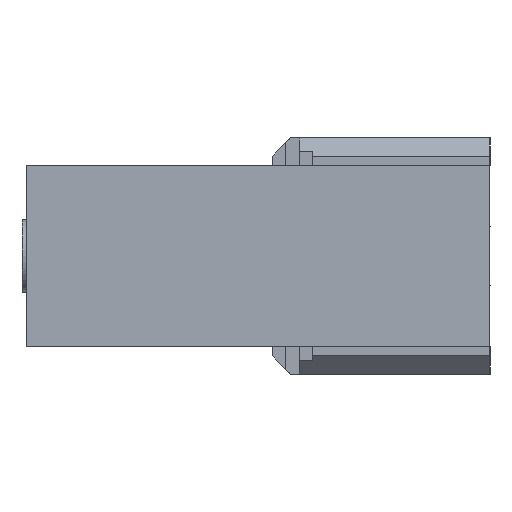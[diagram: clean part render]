
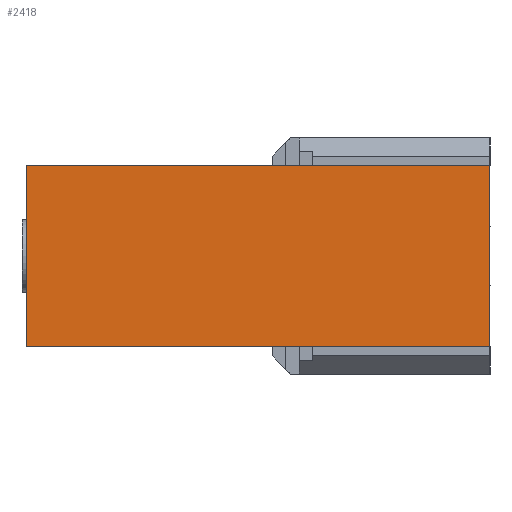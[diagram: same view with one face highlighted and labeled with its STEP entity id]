
A CAD part, left-side view. The second image highlights one B-rep face of the part: STEP entity #2418.
In plain terms, the highlighted planar face has unit normal (-1, 0, 0).
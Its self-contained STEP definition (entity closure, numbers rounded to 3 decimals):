
#369=CARTESIAN_POINT('',(0.0,0.0,10.0));
#370=VERTEX_POINT('',#369);
#377=CARTESIAN_POINT('',(0.0,0.0,-10.0));
#378=VERTEX_POINT('',#377);
#379=CARTESIAN_POINT('',(0.0,0.0,10.0));
#380=DIRECTION('',(0.0,0.0,-1.0));
#381=VECTOR('',#380,20.0);
#382=LINE('',#379,#381);
#383=EDGE_CURVE('',#370,#378,#382,.T.);
#932=CARTESIAN_POINT('',(0.0,51.,-10.0));
#933=VERTEX_POINT('',#932);
#934=CARTESIAN_POINT('',(0.0,51.,-10.0));
#935=DIRECTION('',(0.0,-1.0,0.0));
#936=VECTOR('',#935,51.);
#937=LINE('',#934,#936);
#938=EDGE_CURVE('',#933,#378,#937,.T.);
#1506=CARTESIAN_POINT('',(0.0,51.,10.0));
#1507=VERTEX_POINT('',#1506);
#1514=CARTESIAN_POINT('',(0.0,0.0,10.0));
#1515=DIRECTION('',(0.0,1.0,0.0));
#1516=VECTOR('',#1515,51.);
#1517=LINE('',#1514,#1516);
#1518=EDGE_CURVE('',#370,#1507,#1517,.T.);
#2402=CARTESIAN_POINT('',(0.0,0.0,0.0));
#2403=DIRECTION('',(-1.0,0.0,0.0));
#2404=DIRECTION('',(0.0,0.0,1.0));
#2405=AXIS2_PLACEMENT_3D('',#2402,#2403,#2404);
#2406=PLANE('',#2405);
#2407=ORIENTED_EDGE('',*,*,#1518,.T.);
#2408=CARTESIAN_POINT('',(0.0,51.,-10.0));
#2409=DIRECTION('',(0.0,0.0,1.0));
#2410=VECTOR('',#2409,20.0);
#2411=LINE('',#2408,#2410);
#2412=EDGE_CURVE('',#933,#1507,#2411,.T.);
#2413=ORIENTED_EDGE('',*,*,#2412,.F.);
#2414=ORIENTED_EDGE('',*,*,#938,.T.);
#2415=ORIENTED_EDGE('',*,*,#383,.F.);
#2416=EDGE_LOOP('',(#2407,#2413,#2414,#2415));
#2417=FACE_OUTER_BOUND('',#2416,.T.);
#2418=ADVANCED_FACE('',(#2417),#2406,.T.);
